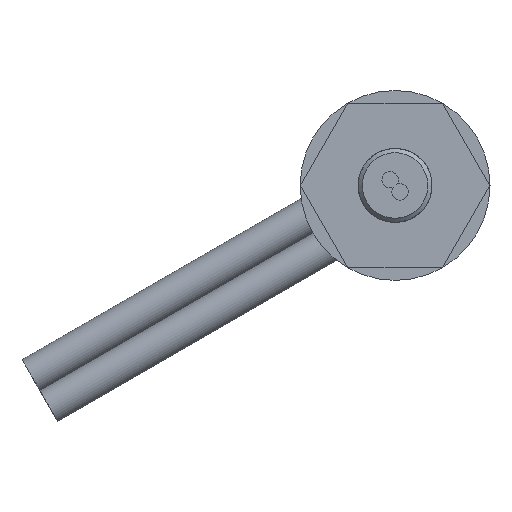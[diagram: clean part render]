
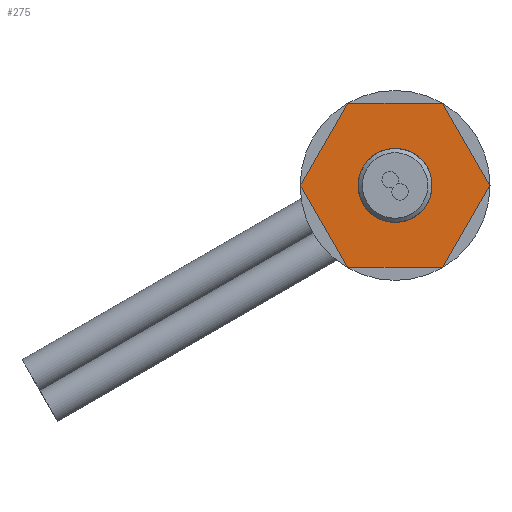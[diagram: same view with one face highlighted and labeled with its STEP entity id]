
A CAD part, left-side view. The second image highlights one B-rep face of the part: STEP entity #275.
In plain terms, the highlighted planar face has unit normal (-1, 0, 0).
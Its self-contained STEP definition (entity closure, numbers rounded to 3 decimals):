
#111=LINE('',#913,#154);
#115=LINE('',#922,#158);
#118=LINE('',#928,#161);
#121=LINE('',#934,#164);
#124=LINE('',#940,#167);
#127=LINE('',#946,#170);
#154=VECTOR('',#753,1.);
#158=VECTOR('',#759,1.);
#161=VECTOR('',#764,1.);
#164=VECTOR('',#769,1.);
#167=VECTOR('',#774,1.);
#170=VECTOR('',#779,1.);
#206=FACE_OUTER_BOUND('',#342,.T.);
#242=PLANE('',#683);
#275=ADVANCED_FACE('',(#206),#242,.F.);
#342=EDGE_LOOP('',(#422,#423,#424,#425,#426,#427));
#422=ORIENTED_EDGE('',*,*,#579,.F.);
#423=ORIENTED_EDGE('',*,*,#595,.F.);
#424=ORIENTED_EDGE('',*,*,#592,.F.);
#425=ORIENTED_EDGE('',*,*,#589,.F.);
#426=ORIENTED_EDGE('',*,*,#586,.F.);
#427=ORIENTED_EDGE('',*,*,#583,.F.);
#526=VERTEX_POINT('',#914);
#527=VERTEX_POINT('',#915);
#530=VERTEX_POINT('',#923);
#532=VERTEX_POINT('',#929);
#534=VERTEX_POINT('',#935);
#536=VERTEX_POINT('',#941);
#579=EDGE_CURVE('',#526,#527,#111,.T.);
#583=EDGE_CURVE('',#527,#530,#115,.T.);
#586=EDGE_CURVE('',#530,#532,#118,.T.);
#589=EDGE_CURVE('',#532,#534,#121,.T.);
#592=EDGE_CURVE('',#534,#536,#124,.T.);
#595=EDGE_CURVE('',#536,#526,#127,.T.);
#683=AXIS2_PLACEMENT_3D('',#950,#785,#786);
#753=DIRECTION('',(0.,0.5,-0.866));
#759=DIRECTION('',(0.,1.,0.));
#764=DIRECTION('',(0.,0.5,0.866));
#769=DIRECTION('',(0.,-0.5,0.866));
#774=DIRECTION('',(0.,-1.,0.));
#779=DIRECTION('',(0.,-0.5,-0.866));
#785=DIRECTION('',(1.,0.,0.));
#786=DIRECTION('',(0.,0.,-1.));
#913=CARTESIAN_POINT('',(8.,-5.774,0.));
#914=CARTESIAN_POINT('',(8.,-5.774,0.));
#915=CARTESIAN_POINT('',(8.,-2.887,-5.));
#922=CARTESIAN_POINT('',(8.,-2.887,-5.));
#923=CARTESIAN_POINT('',(8.,2.887,-5.));
#928=CARTESIAN_POINT('',(8.,2.887,-5.));
#929=CARTESIAN_POINT('',(8.,5.774,0.));
#934=CARTESIAN_POINT('',(8.,5.774,0.));
#935=CARTESIAN_POINT('',(8.,2.887,5.));
#940=CARTESIAN_POINT('',(8.,2.887,5.));
#941=CARTESIAN_POINT('',(8.,-2.887,5.));
#946=CARTESIAN_POINT('',(8.,-2.887,5.));
#950=CARTESIAN_POINT('',(8.,0.,0.));
